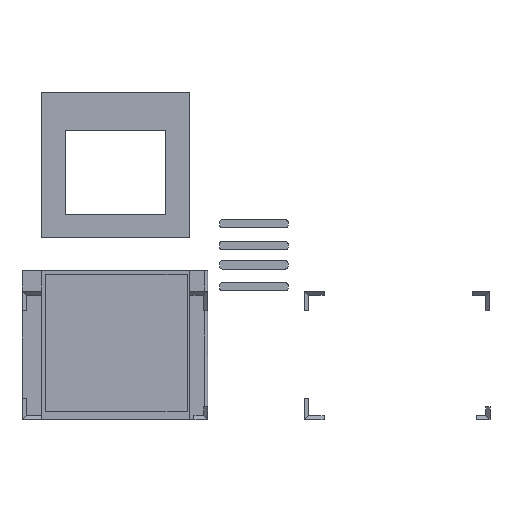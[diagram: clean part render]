
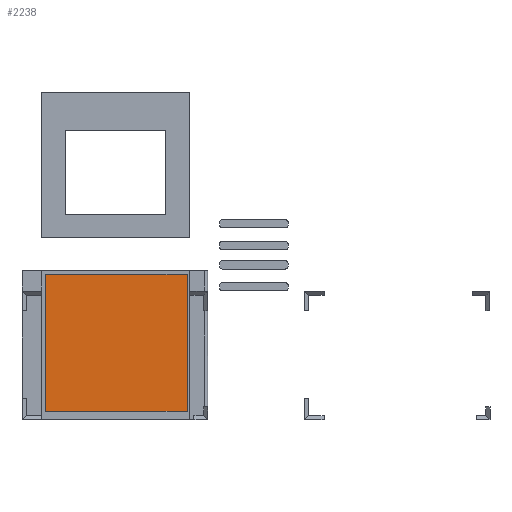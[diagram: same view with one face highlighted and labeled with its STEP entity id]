
A CAD part, top view. The second image highlights one B-rep face of the part: STEP entity #2238.
In plain terms, the highlighted planar face has unit normal (0, 0, 1).
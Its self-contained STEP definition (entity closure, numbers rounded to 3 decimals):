
#2120=CARTESIAN_POINT('',(5.165,257.005,-7.));
#2121=VERTEX_POINT('',#2120);
#2128=CARTESIAN_POINT('',(121.325,257.005,-7.));
#2129=VERTEX_POINT('',#2128);
#2130=CARTESIAN_POINT('',(5.165,257.005,-7.));
#2131=DIRECTION('',(1.,0.,-0.));
#2132=VECTOR('',#2131,116.16);
#2133=LINE('',#2130,#2132);
#2134=EDGE_CURVE('',#2121,#2129,#2133,.T.);
#2166=CARTESIAN_POINT('',(5.165,193.005,-7.));
#2167=VERTEX_POINT('',#2166);
#2168=CARTESIAN_POINT('',(18.245,193.005,-7.));
#2169=VERTEX_POINT('',#2168);
#2170=CARTESIAN_POINT('',(5.165,193.005,-7.));
#2171=DIRECTION('',(1.,0.,-0.));
#2172=VECTOR('',#2171,13.08);
#2173=LINE('',#2170,#2172);
#2174=EDGE_CURVE('',#2167,#2169,#2173,.T.);
#2201=CARTESIAN_POINT('',(5.245,225.005,-7.));
#2202=DIRECTION('',(0.,0.,-1.));
#2203=DIRECTION('',(0.,1.,0.));
#2204=AXIS2_PLACEMENT_3D('',#2201,#2202,#2203);
#2205=PLANE('',#2204);
#2206=ORIENTED_EDGE('',*,*,#2134,.F.);
#2207=CARTESIAN_POINT('',(5.165,257.005,-7.));
#2208=DIRECTION('',(0.,-1.,-0.));
#2209=VECTOR('',#2208,64.);
#2210=LINE('',#2207,#2209);
#2211=EDGE_CURVE('',#2121,#2167,#2210,.T.);
#2212=ORIENTED_EDGE('',*,*,#2211,.T.);
#2213=ORIENTED_EDGE('',*,*,#2174,.T.);
#2214=CARTESIAN_POINT('',(18.245,157.005,-7.));
#2215=VERTEX_POINT('',#2214);
#2216=CARTESIAN_POINT('',(18.245,193.005,-7.));
#2217=DIRECTION('',(0.,-1.,0.));
#2218=VECTOR('',#2217,36.);
#2219=LINE('',#2216,#2218);
#2220=EDGE_CURVE('',#2169,#2215,#2219,.T.);
#2221=ORIENTED_EDGE('',*,*,#2220,.T.);
#2222=CARTESIAN_POINT('',(121.325,157.005,-7.));
#2223=VERTEX_POINT('',#2222);
#2224=CARTESIAN_POINT('',(18.245,157.005,-7.));
#2225=DIRECTION('',(1.,0.,-0.));
#2226=VECTOR('',#2225,103.08);
#2227=LINE('',#2224,#2226);
#2228=EDGE_CURVE('',#2215,#2223,#2227,.T.);
#2229=ORIENTED_EDGE('',*,*,#2228,.T.);
#2230=CARTESIAN_POINT('',(121.325,257.005,-7.));
#2231=DIRECTION('',(0.,-1.,-0.));
#2232=VECTOR('',#2231,100.);
#2233=LINE('',#2230,#2232);
#2234=EDGE_CURVE('',#2129,#2223,#2233,.T.);
#2235=ORIENTED_EDGE('',*,*,#2234,.F.);
#2236=EDGE_LOOP('',(#2206,#2212,#2213,#2221,#2229,#2235));
#2237=FACE_BOUND('',#2236,.T.);
#2238=ADVANCED_FACE('',(#2237),#2205,.F.);
